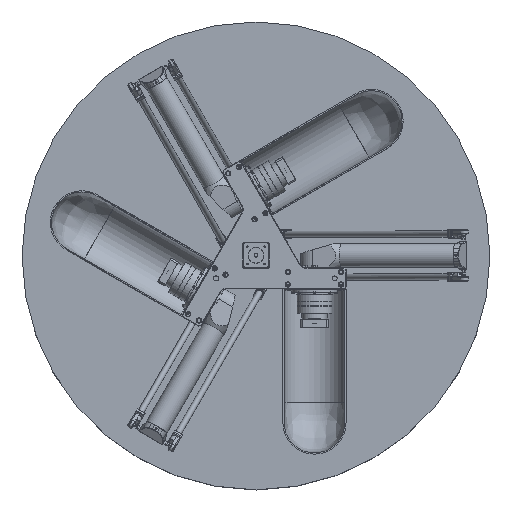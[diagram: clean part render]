
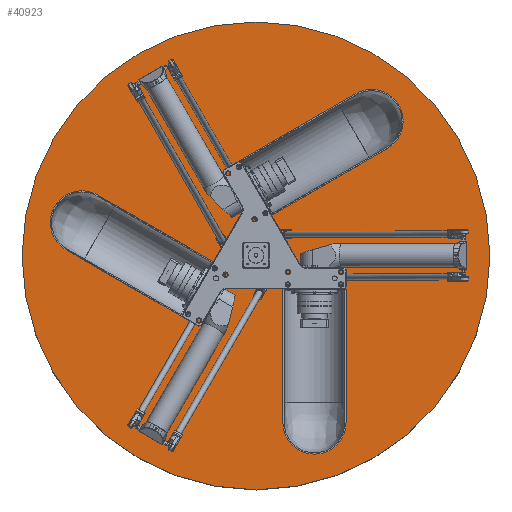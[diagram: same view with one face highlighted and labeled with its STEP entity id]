
A CAD part, top view. The second image highlights one B-rep face of the part: STEP entity #40923.
In plain terms, the highlighted face is planar.
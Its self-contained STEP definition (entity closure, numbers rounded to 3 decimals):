
#2749=PLANE('',#45250);
#5730=FACE_OUTER_BOUND('',#8501,.T.);
#8501=EDGE_LOOP('',(#36909));
#16682=CIRCLE('',#45248,600.);
#20253=VERTEX_POINT('',#84569);
#25804=EDGE_CURVE('',#20253,#20253,#16682,.T.);
#36909=ORIENTED_EDGE('',*,*,#25804,.T.);
#40923=ADVANCED_FACE('',(#5730),#2749,.T.);
#45248=AXIS2_PLACEMENT_3D('',#84570,#56295,#56296);
#45250=AXIS2_PLACEMENT_3D('',#84574,#56300,#56301);
#56295=DIRECTION('center_axis',(0.,1.,0.));
#56296=DIRECTION('ref_axis',(-1.,0.,0.));
#56300=DIRECTION('center_axis',(0.,1.,0.));
#56301=DIRECTION('ref_axis',(0.,0.,1.));
#84569=CARTESIAN_POINT('',(600.,250.,0.));
#84570=CARTESIAN_POINT('Origin',(0.,250.,0.));
#84574=CARTESIAN_POINT('Origin',(-300.,250.,0.));
